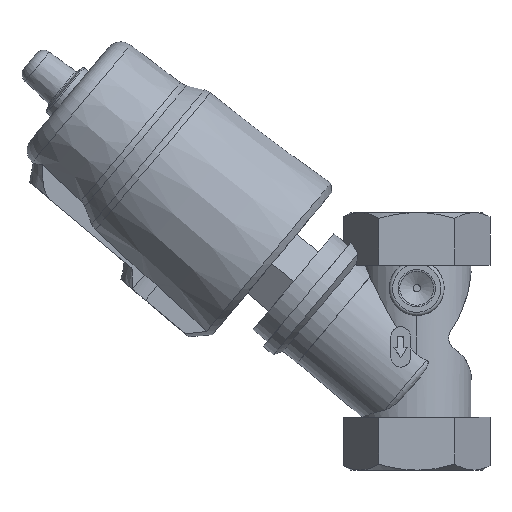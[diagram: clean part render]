
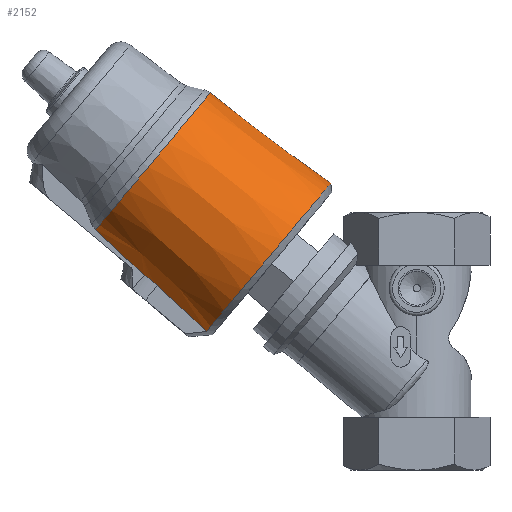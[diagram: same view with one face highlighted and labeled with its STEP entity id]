
A CAD part, left-side view. The second image highlights one B-rep face of the part: STEP entity #2152.
In plain terms, the highlighted conical face has half-angle 3 degrees and reference radius 28.445 mm.
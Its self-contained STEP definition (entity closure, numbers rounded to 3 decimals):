
#46=CONICAL_SURFACE('',#2372,28.445,0.052);
#432=B_SPLINE_CURVE_WITH_KNOTS('',3,(#3505,#3506,#3507,#3508,#3509,#3510,
#3511,#3512,#3513,#3514,#3515,#3516,#3517,#3518,#3519,#3520,#3521,#3522,
#3523,#3524,#3525,#3526,#3527,#3528,#3529,#3530,#3531,#3532,#3533,#3534,
#3535,#3536,#3537,#3538,#3539,#3540,#3541,#3542,#3543,#3544,#3545,#3546,
#3547),.UNSPECIFIED.,.F.,.F.,(4,1,1,1,1,1,1,1,1,1,1,1,1,1,1,1,1,1,1,1,1,
1,1,1,1,1,1,1,1,1,1,1,1,1,1,1,1,1,1,1,4),(0.107,0.112,
0.115,0.118,0.123,0.126,
0.129,0.131,0.134,0.137,
0.14,0.142,0.145,0.15,
0.153,0.156,0.161,0.164,
0.167,0.172,0.177,0.183,
0.188,0.194,0.199,0.205,
0.21,0.215,0.221,0.226,
0.232,0.237,0.243,0.248,
0.253,0.259,0.264,0.267,
0.27,0.275,0.28),.UNSPECIFIED.);
#446=B_SPLINE_CURVE_WITH_KNOTS('',3,(#3687,#3688,#3689,#3690),
 .UNSPECIFIED.,.F.,.F.,(4,4),(0.063,0.084),
 .UNSPECIFIED.);
#449=B_SPLINE_CURVE_WITH_KNOTS('',3,(#3704,#3705,#3706,#3707),
 .UNSPECIFIED.,.F.,.F.,(4,4),(0.063,0.084),
 .UNSPECIFIED.);
#451=B_SPLINE_CURVE_WITH_KNOTS('',3,(#3716,#3717,#3718,#3719,#3720),
 .UNSPECIFIED.,.F.,.F.,(4,1,4),(0.001,0.004,
0.007),.UNSPECIFIED.);
#453=B_SPLINE_CURVE_WITH_KNOTS('',3,(#3732,#3733,#3734,#3735),
 .UNSPECIFIED.,.F.,.F.,(4,4),(0.001,0.006),
 .UNSPECIFIED.);
#455=B_SPLINE_CURVE_WITH_KNOTS('',3,(#3748,#3749,#3750,#3751),
 .UNSPECIFIED.,.F.,.F.,(4,4),(0.001,0.022),
 .UNSPECIFIED.);
#456=B_SPLINE_CURVE_WITH_KNOTS('',3,(#3753,#3754,#3755,#3756),
 .UNSPECIFIED.,.F.,.F.,(4,4),(0.001,0.022),
 .UNSPECIFIED.);
#708=ORIENTED_EDGE('',*,*,#1267,.T.);
#709=ORIENTED_EDGE('',*,*,#1212,.T.);
#710=ORIENTED_EDGE('',*,*,#1268,.F.);
#711=ORIENTED_EDGE('',*,*,#1257,.F.);
#712=ORIENTED_EDGE('',*,*,#1254,.F.);
#713=ORIENTED_EDGE('',*,*,#1252,.T.);
#714=ORIENTED_EDGE('',*,*,#1250,.T.);
#715=ORIENTED_EDGE('',*,*,#1261,.F.);
#1212=EDGE_CURVE('',#1516,#1515,#432,.T.);
#1250=EDGE_CURVE('',#1546,#1545,#446,.T.);
#1252=EDGE_CURVE('',#1547,#1546,#1700,.T.);
#1254=EDGE_CURVE('',#1547,#1548,#449,.T.);
#1257=EDGE_CURVE('',#1548,#1550,#451,.T.);
#1261=EDGE_CURVE('',#1552,#1545,#453,.T.);
#1267=EDGE_CURVE('',#1552,#1516,#455,.T.);
#1268=EDGE_CURVE('',#1550,#1515,#456,.T.);
#1515=VERTEX_POINT('',#3504);
#1516=VERTEX_POINT('',#3548);
#1545=VERTEX_POINT('',#3686);
#1546=VERTEX_POINT('',#3691);
#1547=VERTEX_POINT('',#3698);
#1548=VERTEX_POINT('',#3708);
#1550=VERTEX_POINT('',#3721);
#1552=VERTEX_POINT('',#3730);
#1700=CIRCLE('',#2362,28.445);
#1789=EDGE_LOOP('',(#708,#709,#710,#711,#712,#713,#714,#715));
#1967=FACE_BOUND('',#1789,.T.);
#2152=ADVANCED_FACE('',(#1967),#46,.T.);
#2362=AXIS2_PLACEMENT_3D('',#3697,#2726,#2727);
#2372=AXIS2_PLACEMENT_3D('',#3757,#2751,#2752);
#2726=DIRECTION('',(0.643,-0.766,0.));
#2727=DIRECTION('',(0.766,0.643,0.));
#2751=DIRECTION('',(0.643,-0.766,0.));
#2752=DIRECTION('',(0.766,0.643,0.));
#3504=CARTESIAN_POINT('',(-43.064,65.317,10.));
#3505=CARTESIAN_POINT('',(-43.064,65.317,-10.));
#3506=CARTESIAN_POINT('',(-43.511,64.942,-11.705));
#3507=CARTESIAN_POINT('',(-44.349,64.238,-14.182));
#3508=CARTESIAN_POINT('',(-45.812,63.01,-17.301));
#3509=CARTESIAN_POINT('',(-47.455,61.632,-20.196));
#3510=CARTESIAN_POINT('',(-49.382,60.015,-22.802));
#3511=CARTESIAN_POINT('',(-51.574,58.175,-25.07));
#3512=CARTESIAN_POINT('',(-53.303,56.725,-26.554));
#3513=CARTESIAN_POINT('',(-55.123,55.197,-27.838));
#3514=CARTESIAN_POINT('',(-57.046,53.584,-28.92));
#3515=CARTESIAN_POINT('',(-59.031,51.918,-29.774));
#3516=CARTESIAN_POINT('',(-61.045,50.228,-30.391));
#3517=CARTESIAN_POINT('',(-63.094,48.509,-30.779));
#3518=CARTESIAN_POINT('',(-65.889,46.163,-30.982));
#3519=CARTESIAN_POINT('',(-68.651,43.845,-30.702));
#3520=CARTESIAN_POINT('',(-71.353,41.577,-29.959));
#3521=CARTESIAN_POINT('',(-74.035,39.327,-28.891));
#3522=CARTESIAN_POINT('',(-76.547,37.219,-27.392));
#3523=CARTESIAN_POINT('',(-78.893,35.25,-25.477));
#3524=CARTESIAN_POINT('',(-81.13,33.374,-23.268));
#3525=CARTESIAN_POINT('',(-83.577,31.32,-20.112));
#3526=CARTESIAN_POINT('',(-86.011,29.277,-15.623));
#3527=CARTESIAN_POINT('',(-87.773,27.799,-10.737));
#3528=CARTESIAN_POINT('',(-88.875,26.874,-5.442));
#3529=CARTESIAN_POINT('',(-89.241,26.567,0.007));
#3530=CARTESIAN_POINT('',(-88.876,26.874,5.433));
#3531=CARTESIAN_POINT('',(-87.774,27.798,10.733));
#3532=CARTESIAN_POINT('',(-86.013,29.276,15.619));
#3533=CARTESIAN_POINT('',(-83.58,31.318,20.108));
#3534=CARTESIAN_POINT('',(-80.64,33.785,23.901));
#3535=CARTESIAN_POINT('',(-77.17,36.696,27.024));
#3536=CARTESIAN_POINT('',(-73.411,39.851,29.263));
#3537=CARTESIAN_POINT('',(-69.329,43.276,30.637));
#3538=CARTESIAN_POINT('',(-65.208,46.734,31.05));
#3539=CARTESIAN_POINT('',(-61.016,50.252,30.507));
#3540=CARTESIAN_POINT('',(-57.035,53.593,29.042));
#3541=CARTESIAN_POINT('',(-53.244,56.774,26.649));
#3542=CARTESIAN_POINT('',(-50.455,59.114,24.015));
#3543=CARTESIAN_POINT('',(-48.417,60.824,21.499));
#3544=CARTESIAN_POINT('',(-46.587,62.36,18.798));
#3545=CARTESIAN_POINT('',(-44.646,63.989,15.048));
#3546=CARTESIAN_POINT('',(-43.51,64.942,11.704));
#3547=CARTESIAN_POINT('',(-43.064,65.317,10.));
#3548=CARTESIAN_POINT('',(-43.064,65.317,-10.));
#3686=CARTESIAN_POINT('',(-60.554,84.678,-8.5));
#3687=CARTESIAN_POINT('',(-74.675,99.747,-8.5));
#3688=CARTESIAN_POINT('',(-69.967,94.725,-8.5));
#3689=CARTESIAN_POINT('',(-65.261,89.702,-8.5));
#3690=CARTESIAN_POINT('',(-60.554,84.678,-8.5));
#3691=CARTESIAN_POINT('',(-74.675,99.747,-8.5));
#3697=CARTESIAN_POINT('',(-95.47,82.298,0.));
#3698=CARTESIAN_POINT('',(-74.675,99.747,8.5));
#3704=CARTESIAN_POINT('',(-74.675,99.747,8.5));
#3705=CARTESIAN_POINT('',(-69.967,94.725,8.5));
#3706=CARTESIAN_POINT('',(-65.261,89.702,8.5));
#3707=CARTESIAN_POINT('',(-60.554,84.678,8.5));
#3708=CARTESIAN_POINT('',(-60.554,84.678,8.5));
#3716=CARTESIAN_POINT('',(-60.554,84.678,8.5));
#3717=CARTESIAN_POINT('',(-60.131,84.014,8.984));
#3718=CARTESIAN_POINT('',(-59.149,82.596,9.742));
#3719=CARTESIAN_POINT('',(-57.963,81.195,10.));
#3720=CARTESIAN_POINT('',(-57.323,80.513,10.));
#3721=CARTESIAN_POINT('',(-57.323,80.513,10.));
#3730=CARTESIAN_POINT('',(-57.323,80.513,-10.));
#3732=CARTESIAN_POINT('',(-57.323,80.513,-10.));
#3733=CARTESIAN_POINT('',(-58.588,81.861,-10.));
#3734=CARTESIAN_POINT('',(-59.698,83.335,-9.479));
#3735=CARTESIAN_POINT('',(-60.554,84.678,-8.5));
#3748=CARTESIAN_POINT('',(-57.323,80.513,-10.));
#3749=CARTESIAN_POINT('',(-52.569,75.448,-10.));
#3750=CARTESIAN_POINT('',(-47.816,70.383,-10.));
#3751=CARTESIAN_POINT('',(-43.064,65.317,-10.));
#3753=CARTESIAN_POINT('',(-57.323,80.513,10.));
#3754=CARTESIAN_POINT('',(-52.569,75.448,10.));
#3755=CARTESIAN_POINT('',(-47.816,70.383,10.));
#3756=CARTESIAN_POINT('',(-43.064,65.317,10.));
#3757=CARTESIAN_POINT('',(-95.47,82.298,0.));
